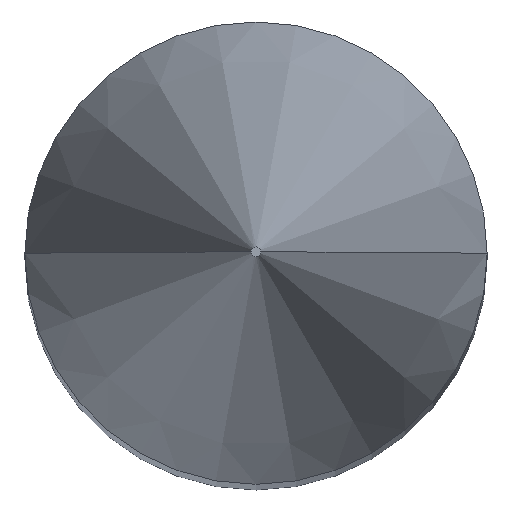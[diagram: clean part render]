
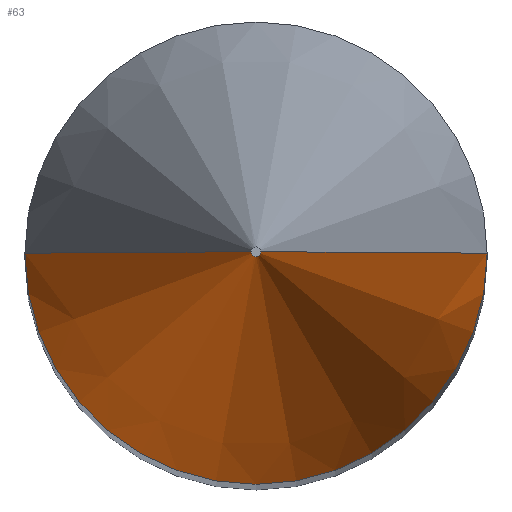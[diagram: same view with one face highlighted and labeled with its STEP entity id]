
A CAD part, top view. The second image highlights one B-rep face of the part: STEP entity #63.
In plain terms, the highlighted conical face has half-angle 15 degrees and reference radius 0.102 mm.
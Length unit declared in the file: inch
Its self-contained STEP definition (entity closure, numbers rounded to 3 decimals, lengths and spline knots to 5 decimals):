
#9 = EDGE_CURVE ( 'NONE', #217, #86, #119, .T. ) ;
#11 = ORIENTED_EDGE ( 'NONE', *, *, #9, .T. ) ;
#14 = CARTESIAN_POINT ( 'NONE',  ( 0.1875, 0., 3.31517 ) ) ;
#16 = FACE_OUTER_BOUND ( 'NONE', #241, .T. ) ;
#25 = ORIENTED_EDGE ( 'NONE', *, *, #227, .F. ) ;
#33 = CARTESIAN_POINT ( 'NONE',  ( 0.004, 0., 4. ) ) ;
#48 = DIRECTION ( 'NONE',  ( -1., 0., 0. ) ) ;
#51 = DIRECTION ( 'NONE',  ( 1., 0., 0. ) ) ;
#63 = ADVANCED_FACE ( 'NONE', ( #16 ), #155, .T. ) ;
#68 = CARTESIAN_POINT ( 'NONE',  ( -0.004, 0., 4. ) ) ;
#79 = VECTOR ( 'NONE', #93, 39.37008 ) ;
#86 = VERTEX_POINT ( 'NONE', #68 ) ;
#93 = DIRECTION ( 'NONE',  ( 0.259, 0., -0.966 ) ) ;
#95 = VECTOR ( 'NONE', #112, 39.37008 ) ;
#112 = DIRECTION ( 'NONE',  ( -0.259, 0., -0.966 ) ) ;
#113 = LINE ( 'NONE', #33, #79 ) ;
#116 = EDGE_CURVE ( 'NONE', #217, #158, #113, .T. ) ;
#119 = CIRCLE ( 'NONE', #225, 0.004 ) ;
#137 = ORIENTED_EDGE ( 'NONE', *, *, #116, .F. ) ;
#141 = ORIENTED_EDGE ( 'NONE', *, *, #187, .T. ) ;
#145 = CARTESIAN_POINT ( 'NONE',  ( -0.004, 0., 4. ) ) ;
#146 = CARTESIAN_POINT ( 'NONE',  ( 0.004, 0., 4. ) ) ;
#155 = CONICAL_SURFACE ( 'NONE', #197, 0.004, 0.262 ) ;
#156 = CARTESIAN_POINT ( 'NONE',  ( 0., 0., 4. ) ) ;
#158 = VERTEX_POINT ( 'NONE', #14 ) ;
#163 = LINE ( 'NONE', #145, #95 ) ;
#165 = AXIS2_PLACEMENT_3D ( 'NONE', #237, #211, #171 ) ;
#171 = DIRECTION ( 'NONE',  ( -1., 0., 0. ) ) ;
#187 = EDGE_CURVE ( 'NONE', #86, #219, #163, .T. ) ;
#191 = CARTESIAN_POINT ( 'NONE',  ( -0.1875, 0., 3.31517 ) ) ;
#197 = AXIS2_PLACEMENT_3D ( 'NONE', #232, #249, #51 ) ;
#211 = DIRECTION ( 'NONE',  ( 0., 0., -1. ) ) ;
#216 = CIRCLE ( 'NONE', #165, 0.1875 ) ;
#217 = VERTEX_POINT ( 'NONE', #146 ) ;
#219 = VERTEX_POINT ( 'NONE', #191 ) ;
#221 = DIRECTION ( 'NONE',  ( 0., 0., -1. ) ) ;
#225 = AXIS2_PLACEMENT_3D ( 'NONE', #156, #221, #48 ) ;
#227 = EDGE_CURVE ( 'NONE', #158, #219, #216, .T. ) ;
#232 = CARTESIAN_POINT ( 'NONE',  ( 0., 0., 4. ) ) ;
#237 = CARTESIAN_POINT ( 'NONE',  ( 0., 0., 3.31517 ) ) ;
#241 = EDGE_LOOP ( 'NONE', ( #11, #141, #25, #137 ) ) ;
#249 = DIRECTION ( 'NONE',  ( 0., 0., -1. ) ) ;
